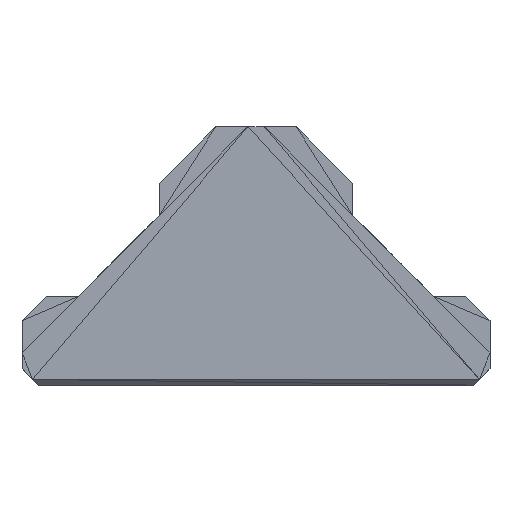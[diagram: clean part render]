
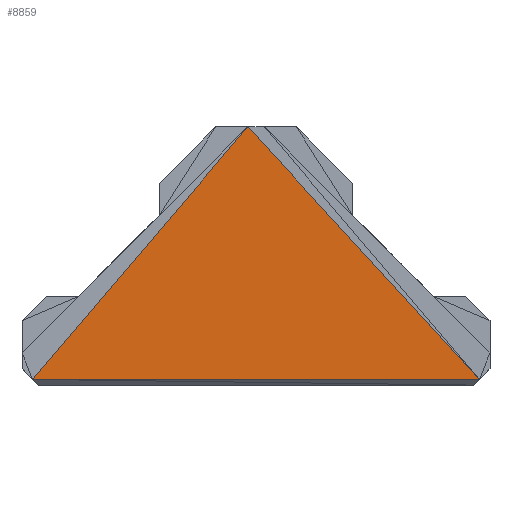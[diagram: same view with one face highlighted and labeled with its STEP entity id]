
A CAD part, front view. The second image highlights one B-rep face of the part: STEP entity #8859.
In plain terms, the highlighted planar face has unit normal (0, -1, 0).
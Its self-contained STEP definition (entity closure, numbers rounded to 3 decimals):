
#3853 = VERTEX_POINT('',#3854);
#3854 = CARTESIAN_POINT('',(5.513,-10.,
    25.312));
#3953 = PLANE('',#3954);
#3954 = AXIS2_PLACEMENT_3D('',#3955,#3956,#3957);
#3955 = CARTESIAN_POINT('',(-4.56,-10.,
    14.38));
#3956 = DIRECTION('',(0.,-1.,0.));
#3957 = DIRECTION('',(0.,0.,-1.));
#4776 = VERTEX_POINT('',#4777);
#4777 = CARTESIAN_POINT('',(25.812,-10.,
    3.184));
#4816 = PLANE('',#4817);
#4817 = AXIS2_PLACEMENT_3D('',#4818,#4819,#4820);
#4818 = CARTESIAN_POINT('',(6.31,-9.874,
    3.059));
#4819 = DIRECTION('',(0.,-0.707,
    -0.707));
#4820 = DIRECTION('',(0.,0.707,-0.707));
#5125 = VERTEX_POINT('',#5126);
#5126 = CARTESIAN_POINT('',(-13.372,-10.,3.184
    ));
#6719 = PLANE('',#6720);
#6720 = AXIS2_PLACEMENT_3D('',#6721,#6722,#6723);
#6721 = CARTESIAN_POINT('',(15.782,-10.,
    14.507));
#6722 = DIRECTION('',(0.,-1.,0.));
#6723 = DIRECTION('',(0.,0.,-1.));
#8779 = EDGE_CURVE('',#3853,#4776,#8780,.T.);
#8780 = SURFACE_CURVE('',#8781,(#8785,#8792),.PCURVE_S1.);
#8781 = LINE('',#8782,#8783);
#8782 = CARTESIAN_POINT('',(5.513,-10.,
    25.312));
#8783 = VECTOR('',#8784,1.);
#8784 = DIRECTION('',(0.676,0.,-0.737));
#8785 = PCURVE('',#6719,#8786);
#8786 = DEFINITIONAL_REPRESENTATION('',(#8787),#8791);
#8787 = LINE('',#8788,#8789);
#8788 = CARTESIAN_POINT('',(-10.805,-10.269));
#8789 = VECTOR('',#8790,1.);
#8790 = DIRECTION('',(0.737,0.676));
#8791 = ( GEOMETRIC_REPRESENTATION_CONTEXT(2) 
PARAMETRIC_REPRESENTATION_CONTEXT() REPRESENTATION_CONTEXT('2D SPACE',''
  ) );
#8792 = PCURVE('',#8793,#8798);
#8793 = PLANE('',#8794);
#8794 = AXIS2_PLACEMENT_3D('',#8795,#8796,#8797);
#8795 = CARTESIAN_POINT('',(6.101,-10.,
    9.838));
#8796 = DIRECTION('',(0.,-1.,0.));
#8797 = DIRECTION('',(0.,0.,-1.));
#8798 = DEFINITIONAL_REPRESENTATION('',(#8799),#8802);
#8799 = B_SPLINE_CURVE_WITH_KNOTS('',1,(#8800,#8801),.UNSPECIFIED.,.F.,
  .F.,(2,2),(0.,30.028),.PIECEWISE_BEZIER_KNOTS.);
#8800 = CARTESIAN_POINT('',(-15.474,-0.588));
#8801 = CARTESIAN_POINT('',(6.654,19.711));
#8802 = ( GEOMETRIC_REPRESENTATION_CONTEXT(2) 
PARAMETRIC_REPRESENTATION_CONTEXT() REPRESENTATION_CONTEXT('2D SPACE',''
  ) );
#8838 = EDGE_CURVE('',#5125,#3853,#8839,.T.);
#8839 = SURFACE_CURVE('',#8840,(#8844,#8851),.PCURVE_S1.);
#8840 = LINE('',#8841,#8842);
#8841 = CARTESIAN_POINT('',(-13.372,-10.,3.184
    ));
#8842 = VECTOR('',#8843,1.);
#8843 = DIRECTION('',(0.649,0.,0.761));
#8844 = PCURVE('',#3953,#8845);
#8845 = DEFINITIONAL_REPRESENTATION('',(#8846),#8850);
#8846 = LINE('',#8847,#8848);
#8847 = CARTESIAN_POINT('',(11.195,-8.812));
#8848 = VECTOR('',#8849,1.);
#8849 = DIRECTION('',(-0.761,0.649));
#8850 = ( GEOMETRIC_REPRESENTATION_CONTEXT(2) 
PARAMETRIC_REPRESENTATION_CONTEXT() REPRESENTATION_CONTEXT('2D SPACE',''
  ) );
#8851 = PCURVE('',#8793,#8852);
#8852 = DEFINITIONAL_REPRESENTATION('',(#8853),#8856);
#8853 = B_SPLINE_CURVE_WITH_KNOTS('',1,(#8854,#8855),.UNSPECIFIED.,.F.,
  .F.,(2,2),(0.,29.091),.PIECEWISE_BEZIER_KNOTS.);
#8854 = CARTESIAN_POINT('',(6.654,-19.473));
#8855 = CARTESIAN_POINT('',(-15.474,-0.588));
#8856 = ( GEOMETRIC_REPRESENTATION_CONTEXT(2) 
PARAMETRIC_REPRESENTATION_CONTEXT() REPRESENTATION_CONTEXT('2D SPACE',''
  ) );
#8859 = ADVANCED_FACE('',(#8860),#8793,.T.);
#8860 = FACE_BOUND('',#8861,.T.);
#8861 = EDGE_LOOP('',(#8862,#8882,#8883));
#8862 = ORIENTED_EDGE('',*,*,#8863,.T.);
#8863 = EDGE_CURVE('',#5125,#4776,#8864,.T.);
#8864 = SURFACE_CURVE('',#8865,(#8869,#8876),.PCURVE_S1.);
#8865 = LINE('',#8866,#8867);
#8866 = CARTESIAN_POINT('',(-13.372,-10.,3.184
    ));
#8867 = VECTOR('',#8868,1.);
#8868 = DIRECTION('',(1.,0.,0.));
#8869 = PCURVE('',#8793,#8870);
#8870 = DEFINITIONAL_REPRESENTATION('',(#8871),#8875);
#8871 = LINE('',#8872,#8873);
#8872 = CARTESIAN_POINT('',(6.654,-19.473));
#8873 = VECTOR('',#8874,1.);
#8874 = DIRECTION('',(0.,1.));
#8875 = ( GEOMETRIC_REPRESENTATION_CONTEXT(2) 
PARAMETRIC_REPRESENTATION_CONTEXT() REPRESENTATION_CONTEXT('2D SPACE',''
  ) );
#8876 = PCURVE('',#4816,#8877);
#8877 = DEFINITIONAL_REPRESENTATION('',(#8878),#8881);
#8878 = B_SPLINE_CURVE_WITH_KNOTS('',1,(#8879,#8880),.UNSPECIFIED.,.F.,
  .F.,(2,2),(0.,39.184),.PIECEWISE_BEZIER_KNOTS.);
#8879 = CARTESIAN_POINT('',(-0.178,-19.682));
#8880 = CARTESIAN_POINT('',(-0.178,19.502));
#8881 = ( GEOMETRIC_REPRESENTATION_CONTEXT(2) 
PARAMETRIC_REPRESENTATION_CONTEXT() REPRESENTATION_CONTEXT('2D SPACE',''
  ) );
#8882 = ORIENTED_EDGE('',*,*,#8779,.F.);
#8883 = ORIENTED_EDGE('',*,*,#8838,.F.);
